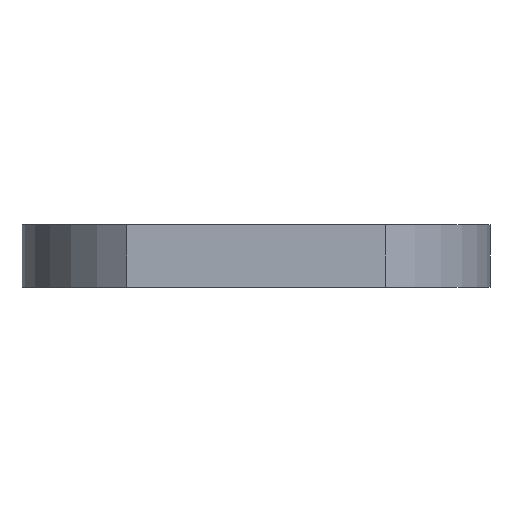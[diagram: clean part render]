
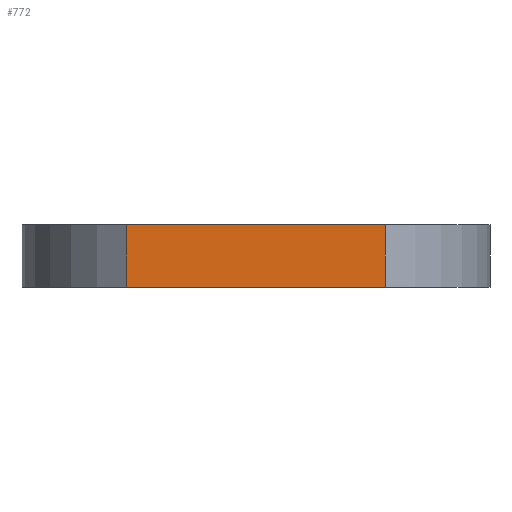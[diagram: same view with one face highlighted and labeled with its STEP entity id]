
A CAD part, front view. The second image highlights one B-rep face of the part: STEP entity #772.
In plain terms, the highlighted planar face has unit normal (0, -1, 0).
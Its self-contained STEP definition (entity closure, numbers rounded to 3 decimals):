
#23 = CARTESIAN_POINT ( 'NONE',  ( 8.292, -12.5, 0. ) ) ;
#35 = CARTESIAN_POINT ( 'NONE',  ( -8.292, -12.5, 0. ) ) ;
#109 = EDGE_CURVE ( 'NONE', #1140, #870, #692, .T. ) ;
#115 = CARTESIAN_POINT ( 'NONE',  ( -8.292, -12.5, 4. ) ) ;
#137 = PLANE ( 'NONE',  #178 ) ;
#176 = CARTESIAN_POINT ( 'NONE',  ( 0., -12.5, 0. ) ) ;
#178 = AXIS2_PLACEMENT_3D ( 'NONE', #285, #287, #283 ) ;
#188 = LINE ( 'NONE', #546, #221 ) ;
#221 = VECTOR ( 'NONE', #537, 1000. ) ;
#224 = VECTOR ( 'NONE', #529, 1000. ) ;
#228 = CARTESIAN_POINT ( 'NONE',  ( 8.292, -12.5, 4. ) ) ;
#275 = EDGE_CURVE ( 'NONE', #1189, #829, #607, .T. ) ;
#283 = DIRECTION ( 'NONE',  ( 0., 0., 1. ) ) ;
#285 = CARTESIAN_POINT ( 'NONE',  ( 0., -12.5, 4. ) ) ;
#287 = DIRECTION ( 'NONE',  ( 0., 1., 0. ) ) ;
#290 = EDGE_CURVE ( 'NONE', #1189, #1140, #188, .T. ) ;
#293 = EDGE_CURVE ( 'NONE', #829, #870, #908, .T. ) ;
#428 = FACE_OUTER_BOUND ( 'NONE', #1146, .T. ) ;
#529 = DIRECTION ( 'NONE',  ( 0., 0., -1. ) ) ;
#536 = CARTESIAN_POINT ( 'NONE',  ( 8.292, -12.5, 4. ) ) ;
#537 = DIRECTION ( 'NONE',  ( 0., 0., -1. ) ) ;
#546 = CARTESIAN_POINT ( 'NONE',  ( -8.292, -12.5, 4. ) ) ;
#561 = DIRECTION ( 'NONE',  ( 1., 0., 0. ) ) ;
#573 = CARTESIAN_POINT ( 'NONE',  ( -8.292, -12.5, 4. ) ) ;
#607 = LINE ( 'NONE', #573, #610 ) ;
#610 = VECTOR ( 'NONE', #561, 1000. ) ;
#683 = VECTOR ( 'NONE', #684, 1000. ) ;
#684 = DIRECTION ( 'NONE',  ( 1., 0., 0. ) ) ;
#692 = LINE ( 'NONE', #176, #683 ) ;
#772 = ADVANCED_FACE ( 'NONE', ( #428 ), #137, .F. ) ;
#829 = VERTEX_POINT ( 'NONE', #228 ) ;
#870 = VERTEX_POINT ( 'NONE', #23 ) ;
#908 = LINE ( 'NONE', #536, #224 ) ;
#932 = ORIENTED_EDGE ( 'NONE', *, *, #109, .T. ) ;
#1132 = ORIENTED_EDGE ( 'NONE', *, *, #293, .F. ) ;
#1135 = ORIENTED_EDGE ( 'NONE', *, *, #275, .F. ) ;
#1140 = VERTEX_POINT ( 'NONE', #35 ) ;
#1144 = ORIENTED_EDGE ( 'NONE', *, *, #290, .T. ) ;
#1146 = EDGE_LOOP ( 'NONE', ( #932, #1132, #1135, #1144 ) ) ;
#1189 = VERTEX_POINT ( 'NONE', #115 ) ;
